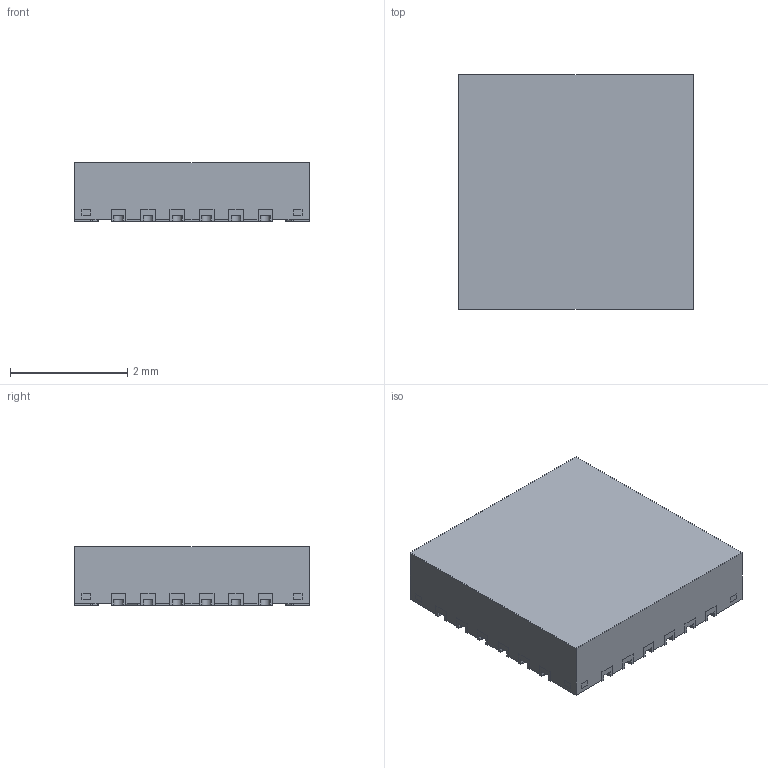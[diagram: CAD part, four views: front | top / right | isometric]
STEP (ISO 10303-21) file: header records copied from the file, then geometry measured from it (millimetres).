
FILE_DESCRIPTION((''),'2;1');
FILE_NAME('RGE0024N_ASM','2018-12-26T09:38:28',('a0412086'),(''),'CREO PARAMETRIC BY PTC INC, 2018020','CREO PARAMETRIC BY PTC INC, 2018020','');
FILE_SCHEMA(('AUTOMOTIVE_DESIGN { 1 0 10303 214 1 1 1 1 }'));
Length unit declared in the file: millimetre
Products named in the file (3): FRAME; BODY; RGE0024N_ASM
Assembly tree (2 placements, depth 2):
  RGE0024N_ASM
    FRAME
    BODY
Bounding box: 4 x 4 x 1 mm (x, y, z)
Volume: 15.8 mm3; surface area: 78.3 mm2
Topology: 30 solids, 30 shells, 539 faces, 1434 edges, 956 vertices
Faces by surface type: plane 403, cylinder 136
Entity records: 21689 total; most frequent: CARTESIAN_POINT 2968, ORIENTED_EDGE 2868, DIRECTION 2833, PRESENTATION_STYLE_ASSIGNMENT 1497, STYLED_ITEM 1465, CURVE_STYLE 1434, EDGE_CURVE 1434, VECTOR 1162
